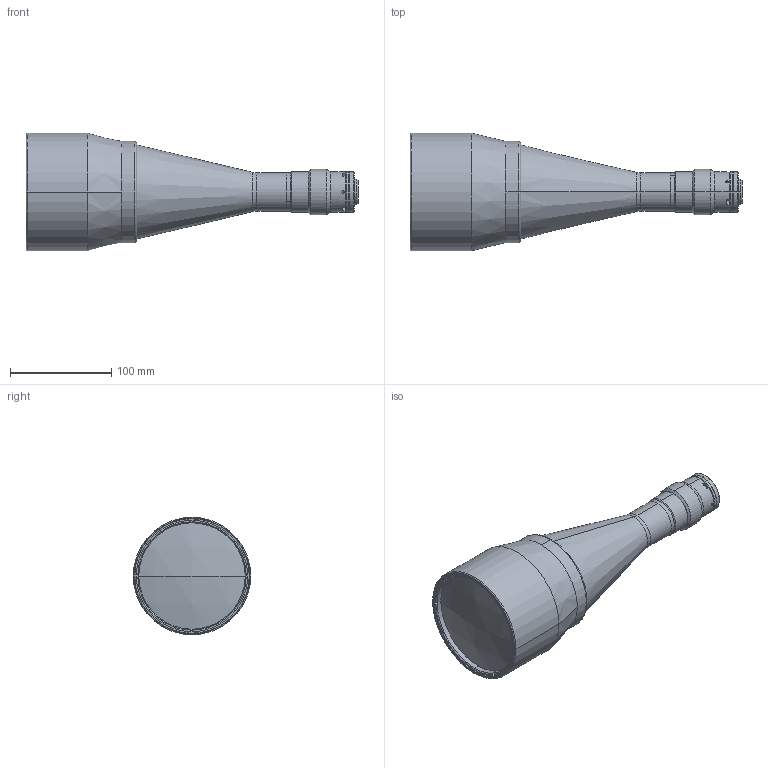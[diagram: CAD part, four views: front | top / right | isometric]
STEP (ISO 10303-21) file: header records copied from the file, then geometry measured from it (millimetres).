
FILE_DESCRIPTION (( 'STEP AP214' ), '1' );
FILE_NAME ('TC2M080HR-C.STEP', '2014-06-03T12:59:09', ( 'piermario' ), ( '' ), 'SwSTEP 2.0', 'SolidWorks 2013', '' );
FILE_SCHEMA (( 'AUTOMOTIVE_DESIGN' ));
Length unit declared in the file: millimetre
Products named in the file (1): TC2M080HR-C
Bounding box: 327.7 x 116 x 116 mm (x, y, z)
Surface area: 112745.2 mm2 (no closed solid volume)
Topology: 0 solids, 12 shells, 115 faces, 315 edges, 213 vertices
Faces by surface type: cylinder 48, plane 33, cone 26, torus 6, sphere 2
Entity records: 5188 total; most frequent: CARTESIAN_POINT 920, DIRECTION 686, ORIENTED_EDGE 527, EDGE_CURVE 315, AXIS2_PLACEMENT_3D 285, VERTEX_POINT 213, CIRCLE 169, EDGE_LOOP 139
